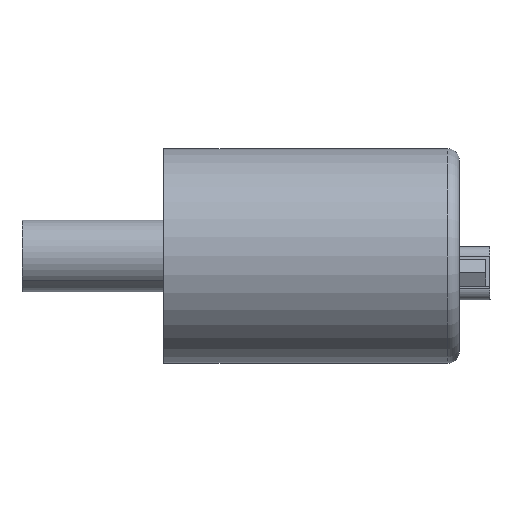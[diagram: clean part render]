
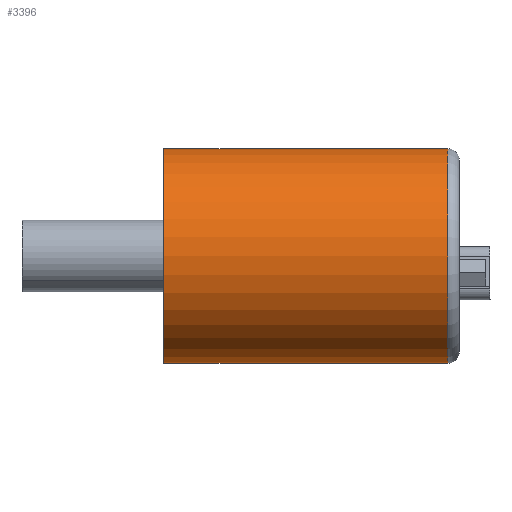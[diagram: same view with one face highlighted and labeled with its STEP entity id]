
A CAD part, left-side view. The second image highlights one B-rep face of the part: STEP entity #3396.
In plain terms, the highlighted cylindrical face has radius 19.05 mm (diameter 38.1 mm), a partial arc.
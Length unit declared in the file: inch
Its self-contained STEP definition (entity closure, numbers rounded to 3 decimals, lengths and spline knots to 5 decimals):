
#126 = VECTOR ( 'NONE', #2413, 39.37008 ) ;
#172 = VECTOR ( 'NONE', #5888, 39.37008 ) ;
#459 = EDGE_LOOP ( 'NONE', ( #4778, #6135, #4116, #4886 ) ) ;
#503 = DIRECTION ( 'NONE',  ( 0., 0., -1. ) ) ;
#579 = CIRCLE ( 'NONE', #1409, 0.75 ) ;
#1035 = CARTESIAN_POINT ( 'NONE',  ( 0., 1.981, -0.815 ) ) ;
#1089 = CYLINDRICAL_SURFACE ( 'NONE', #1304, 0.75 ) ;
#1157 = EDGE_CURVE ( 'NONE', #5752, #4613, #579, .T. ) ;
#1190 = EDGE_CURVE ( 'NONE', #3659, #5752, #5112, .T. ) ;
#1304 = AXIS2_PLACEMENT_3D ( 'NONE', #5513, #4826, #503 ) ;
#1409 = AXIS2_PLACEMENT_3D ( 'NONE', #2349, #5755, #5779 ) ;
#1896 = VERTEX_POINT ( 'NONE', #3238 ) ;
#1917 = CARTESIAN_POINT ( 'NONE',  ( 0., 1.981, 0.685 ) ) ;
#2223 = DIRECTION ( 'NONE',  ( 0., 0., -1. ) ) ;
#2349 = CARTESIAN_POINT ( 'NONE',  ( 0., 2.043, -0.065 ) ) ;
#2413 = DIRECTION ( 'NONE',  ( 0., 1., 0. ) ) ;
#3221 = AXIS2_PLACEMENT_3D ( 'NONE', #4184, #6171, #2223 ) ;
#3238 = CARTESIAN_POINT ( 'NONE',  ( 0., 0.061, -0.815 ) ) ;
#3396 = ADVANCED_FACE ( 'NONE', ( #5019 ), #1089, .T. ) ;
#3659 = VERTEX_POINT ( 'NONE', #4443 ) ;
#4116 = ORIENTED_EDGE ( 'NONE', *, *, #1157, .T. ) ;
#4180 = CARTESIAN_POINT ( 'NONE',  ( 0., 2.043, 0.685 ) ) ;
#4184 = CARTESIAN_POINT ( 'NONE',  ( 0., 0.061, -0.065 ) ) ;
#4443 = CARTESIAN_POINT ( 'NONE',  ( 0., 0.061, 0.685 ) ) ;
#4536 = LINE ( 'NONE', #1035, #172 ) ;
#4613 = VERTEX_POINT ( 'NONE', #4647 ) ;
#4647 = CARTESIAN_POINT ( 'NONE',  ( 0., 2.043, -0.815 ) ) ;
#4778 = ORIENTED_EDGE ( 'NONE', *, *, #5311, .T. ) ;
#4826 = DIRECTION ( 'NONE',  ( 0., 1., 0. ) ) ;
#4886 = ORIENTED_EDGE ( 'NONE', *, *, #4974, .F. ) ;
#4974 = EDGE_CURVE ( 'NONE', #1896, #4613, #4536, .T. ) ;
#5019 = FACE_OUTER_BOUND ( 'NONE', #459, .T. ) ;
#5112 = LINE ( 'NONE', #1917, #126 ) ;
#5311 = EDGE_CURVE ( 'NONE', #1896, #3659, #5984, .T. ) ;
#5513 = CARTESIAN_POINT ( 'NONE',  ( 0., 1.981, -0.065 ) ) ;
#5752 = VERTEX_POINT ( 'NONE', #4180 ) ;
#5755 = DIRECTION ( 'NONE',  ( 0., -1., 0. ) ) ;
#5779 = DIRECTION ( 'NONE',  ( -0.085, 0., 0.996 ) ) ;
#5888 = DIRECTION ( 'NONE',  ( 0., 1., 0. ) ) ;
#5984 = CIRCLE ( 'NONE', #3221, 0.75 ) ;
#6135 = ORIENTED_EDGE ( 'NONE', *, *, #1190, .T. ) ;
#6171 = DIRECTION ( 'NONE',  ( 0., 1., 0. ) ) ;
